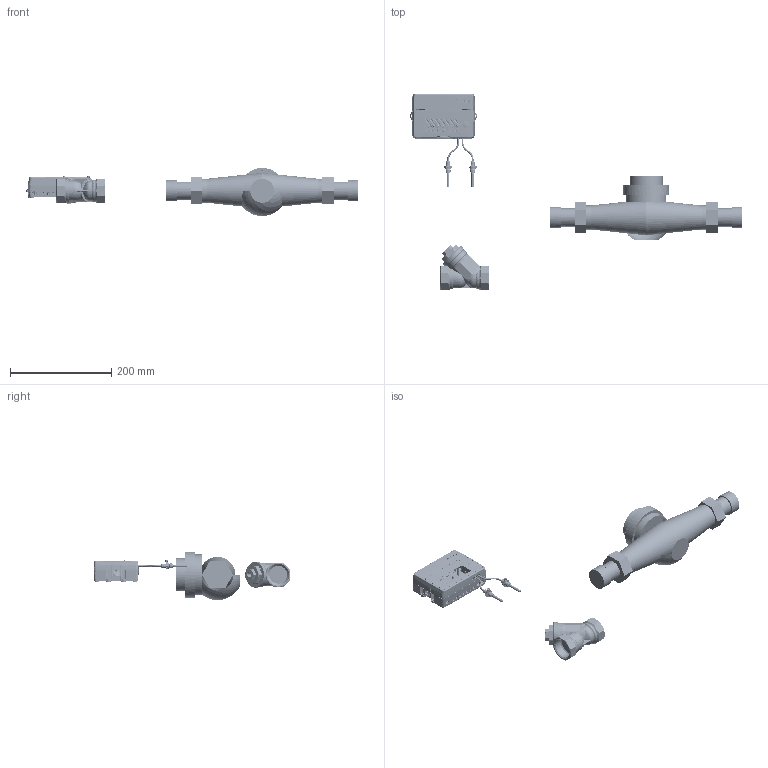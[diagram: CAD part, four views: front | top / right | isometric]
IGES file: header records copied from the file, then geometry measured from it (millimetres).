
Start section: START RECORD GO HERE.
Global section: file name: IGES_750407_-_TST.igs; native system: DASSAULT SYSTEMES CATIA Version 5-6 Release 2020 - www.3ds.com; preprocessor: V5-6R2020_5.30.5.0.09-01-2021.20.00; author: administrator; organization: CALEFFI; date: 20230620.155830; units: millimetre
Bounding box: 655.13 x 388.5 x 94.98 mm (x, y, z)
Surface area: 311509.1 mm2 (no closed solid volume)
Topology: 0 solids, 0 shells, 6598 faces, 31985 edges, 31782 vertices
Faces by surface type: revolution 3161, bspline 1593, plane 1261, extrusion 583
